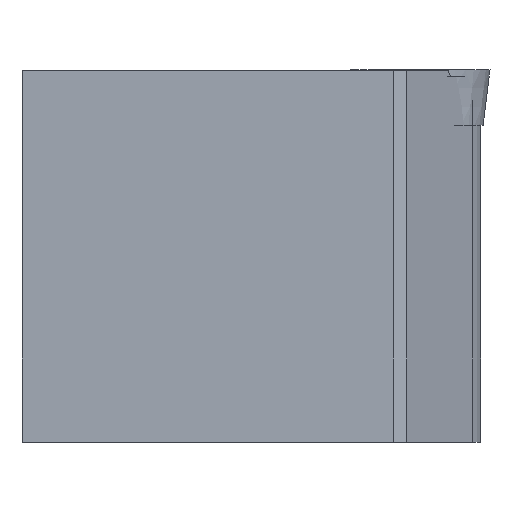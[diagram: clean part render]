
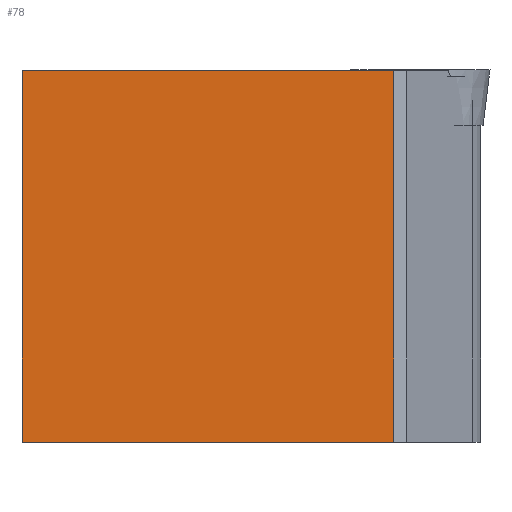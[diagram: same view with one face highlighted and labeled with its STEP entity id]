
A CAD part, front view. The second image highlights one B-rep face of the part: STEP entity #78.
In plain terms, the highlighted planar face has unit normal (0, -1, 0).
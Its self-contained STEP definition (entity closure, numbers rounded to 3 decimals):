
#78=ADVANCED_FACE('',(#112),#99,.T.);
#99=PLANE('',#398);
#112=FACE_OUTER_BOUND('',#127,.T.);
#127=EDGE_LOOP('',(#182,#183,#184,#185));
#182=ORIENTED_EDGE('',*,*,#301,.T.);
#183=ORIENTED_EDGE('',*,*,#302,.F.);
#184=ORIENTED_EDGE('',*,*,#303,.F.);
#185=ORIENTED_EDGE('',*,*,#299,.T.);
#264=VERTEX_POINT('',#561);
#265=VERTEX_POINT('',#563);
#266=VERTEX_POINT('',#567);
#267=VERTEX_POINT('',#569);
#299=EDGE_CURVE('',#265,#264,#342,.T.);
#301=EDGE_CURVE('',#264,#266,#344,.T.);
#302=EDGE_CURVE('',#267,#266,#345,.T.);
#303=EDGE_CURVE('',#265,#267,#346,.T.);
#342=LINE('',#562,#373);
#344=LINE('',#566,#375);
#345=LINE('',#568,#376);
#346=LINE('',#570,#377);
#373=VECTOR('',#452,1.);
#375=VECTOR('',#456,1.);
#376=VECTOR('',#457,1.);
#377=VECTOR('',#458,1.);
#398=AXIS2_PLACEMENT_3D('',#571,#459,#460);
#452=DIRECTION('',(0.,0.,1.));
#456=DIRECTION('',(-1.,0.,0.));
#457=DIRECTION('',(0.,0.,1.));
#458=DIRECTION('',(-1.,0.,0.));
#459=DIRECTION('',(0.,-1.,0.));
#460=DIRECTION('',(0.,0.,-1.));
#561=CARTESIAN_POINT('',(-3.8,-100.5,0.));
#562=CARTESIAN_POINT('',(-3.8,-100.5,-16.));
#563=CARTESIAN_POINT('',(-3.8,-100.5,-16.));
#566=CARTESIAN_POINT('',(-3.8,-100.5,0.));
#567=CARTESIAN_POINT('',(-19.8,-100.5,0.));
#568=CARTESIAN_POINT('',(-19.8,-100.5,-16.));
#569=CARTESIAN_POINT('',(-19.8,-100.5,-16.));
#570=CARTESIAN_POINT('',(-3.8,-100.5,-16.));
#571=CARTESIAN_POINT('',(-3.8,-100.5,-16.));
